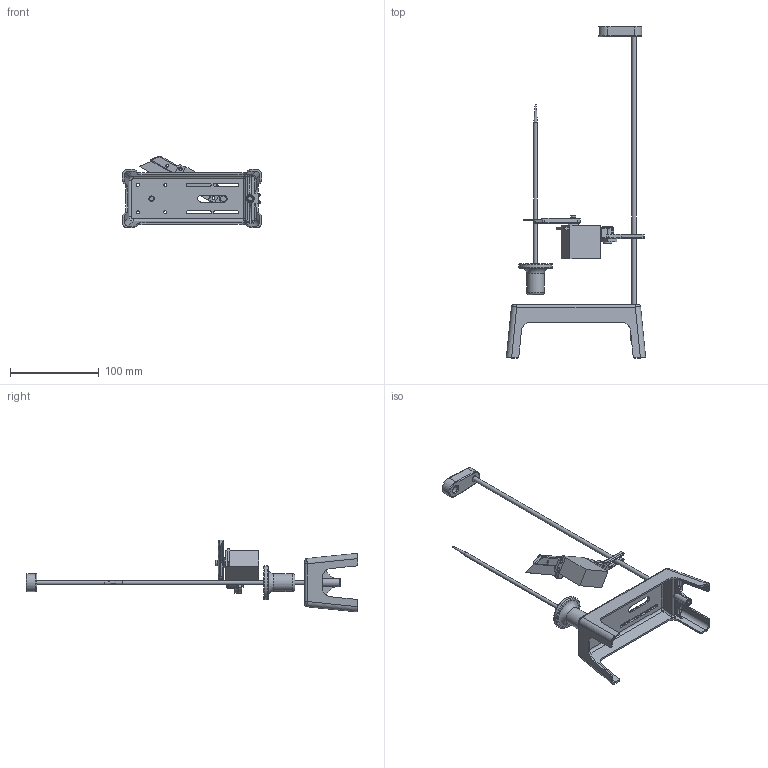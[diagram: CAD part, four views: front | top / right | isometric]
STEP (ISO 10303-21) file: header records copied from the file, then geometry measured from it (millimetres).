
FILE_DESCRIPTION(/* description */ (''),/* implementation_level */ '2;1');
FILE_NAME(/* name */ 'Sausage Slicer v42.step',/* time_stamp */ '2023-04-21T13:20:44+03:00',/* author */ (''),/* organization */ (''),/* preprocessor_version */ 'ST-DEVELOPER v19.2',/* originating_system */ 'Autodesk Translation Framework v12.4.0.73',/* authorisation */ '');
FILE_SCHEMA (('AUTOMOTIVE_DESIGN { 1 0 10303 214 3 1 1 }'));
Length unit declared in the file: millimetre
Products named in the file (13): Sausage Slicer; Stepper_rotation; Sausage_base; Spike; Stepper_threaded-rod; leadscrew-nut; servo-holder; top-cap; Servo_cutting; blade-holder; blade; test-jig-base; rod-support
Assembly tree (12 placements, depth 4):
  Sausage Slicer
    Stepper_rotation
      Sausage_base
        Spike
    Stepper_threaded-rod
      leadscrew-nut
      servo-holder
      top-cap
    Servo_cutting
      blade-holder
        blade
    test-jig-base
      rod-support
Bounding box: 157 x 373.8 x 80.97 mm (x, y, z)
Volume: 128157.4 mm3; surface area: 70463.5 mm2
Topology: 11 solids, 11 shells, 594 faces, 1454 edges, 891 vertices
Faces by surface type: cylinder 262, plane 220, torus 81, bspline 25, sphere 4, cone 2
Full cylindrical faces by diameter (mm): 2.6 x2, 3 x7, 3.5 x4, 4 x4, 4.1 x2, 5 x1, 5.1 x2, 6 x2, 6.5 x1, 8.2 x1, 8.4 x1, 9.141 x1, 10 x2, 10.4 x1, 20 x1, 38 x1
Entity records: 18357 total; most frequent: CARTESIAN_POINT 3588, DIRECTION 3255, ORIENTED_EDGE 2902, EDGE_CURVE 1451, AXIS2_PLACEMENT_3D 1227, VERTEX_POINT 891, LINE 801, VECTOR 801
